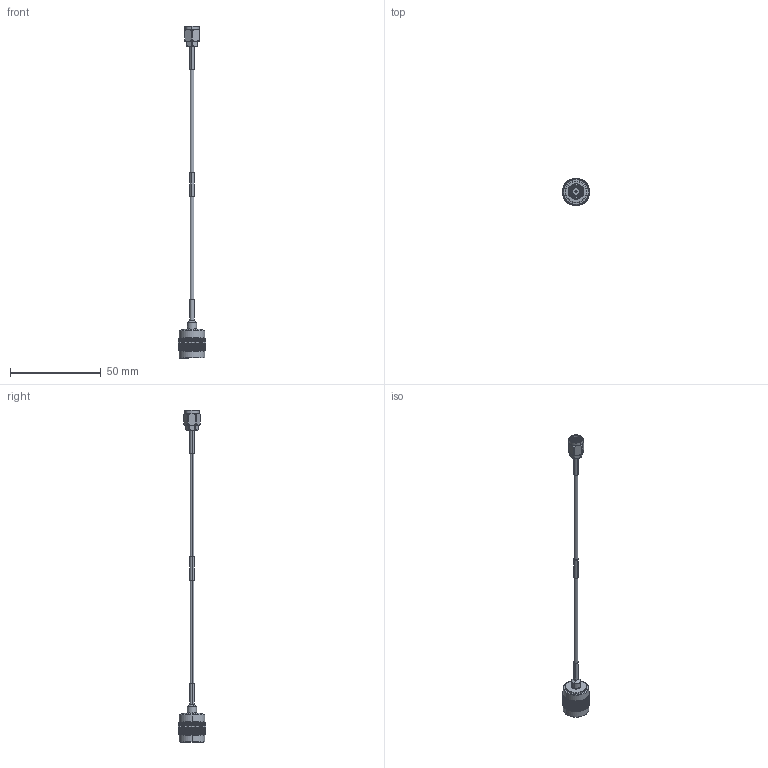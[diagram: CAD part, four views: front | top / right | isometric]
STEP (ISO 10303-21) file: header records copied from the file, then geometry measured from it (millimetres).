
FILE_DESCRIPTION (( 'STEP AP214' ), '1' );
FILE_NAME ('LCCA30554.step', '2020-06-19T22:09:49', ( '' ), ( '' ), 'SwSTEP 2.0', 'SolidWorks 2018', '' );
FILE_SCHEMA (( 'AUTOMOTIVE_DESIGN' ));
Length unit declared in the file: inch
Products named in the file (6): LCCN3042; LCCN3058; LCCN3044_HS; LC085TB (085 FORMABLE); 1AW01-002_.08 ID; LCCA30554
Assembly tree (6 placements, depth 2):
  LCCA30554
    LC085TB (085 FORMABLE)
    1AW01-002_.08 ID  x2
    LCCN3042
    LCCN3044_HS
    LCCN3058
Bounding box: 14.99 x 14.99 x 182.75 mm (x, y, z)
Volume: 2912.2 mm3; surface area: 4270.5 mm2
Topology: 6 solids, 6 shells, 2284 faces, 4891 edges, 2634 vertices
Faces by surface type: bspline 1688, cylinder 466, plane 64, cone 54, torus 12
Entity records: 91213 total; most frequent: CARTESIAN_POINT 60362, ORIENTED_EDGE 9758, EDGE_CURVE 4879, VERTEX_POINT 2626, EDGE_LOOP 2295, ADVANCED_FACE 2278, FACE_OUTER_BOUND 2278, B_SPLINE_CURVE_WITH_KNOTS 2138
